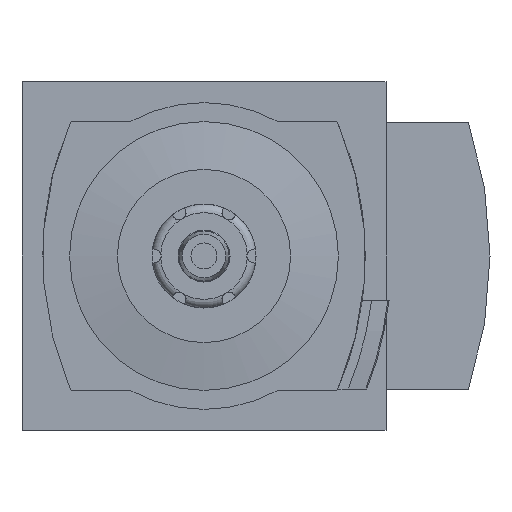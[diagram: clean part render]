
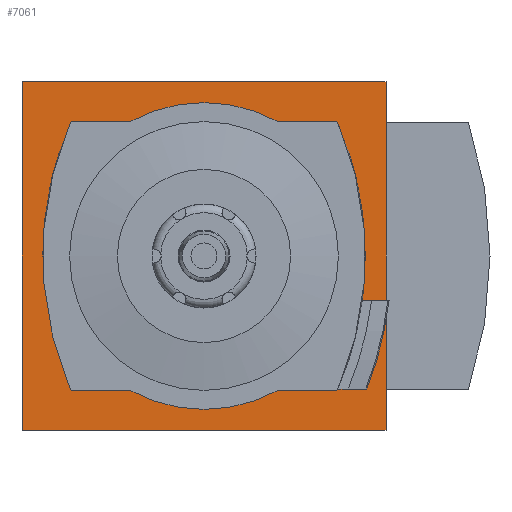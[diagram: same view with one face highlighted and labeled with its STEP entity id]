
A CAD part, front view. The second image highlights one B-rep face of the part: STEP entity #7061.
In plain terms, the highlighted planar face has unit normal (0, -1, 0).
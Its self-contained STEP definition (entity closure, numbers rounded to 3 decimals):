
#130=PLANE('',#7438);
#323=LINE('',#9456,#899);
#429=LINE('',#9678,#1005);
#444=LINE('',#9716,#1020);
#486=LINE('',#9826,#1062);
#603=LINE('',#10168,#1179);
#604=LINE('',#10172,#1180);
#605=LINE('',#10180,#1181);
#606=LINE('',#10184,#1182);
#607=LINE('',#10190,#1183);
#608=LINE('',#10194,#1184);
#899=VECTOR('',#7847,1000.);
#1005=VECTOR('',#8019,1000.);
#1020=VECTOR('',#8048,1000.);
#1062=VECTOR('',#8132,1000.);
#1179=VECTOR('',#8391,1000.);
#1180=VECTOR('',#8394,1000.);
#1181=VECTOR('',#8401,1000.);
#1182=VECTOR('',#8404,1000.);
#1183=VECTOR('',#8409,1000.);
#1184=VECTOR('',#8412,1000.);
#2002=ORIENTED_EDGE('',*,*,#3201,.F.);
#2003=ORIENTED_EDGE('',*,*,#3276,.F.);
#2004=ORIENTED_EDGE('',*,*,#3221,.F.);
#2005=ORIENTED_EDGE('',*,*,#3087,.F.);
#2006=ORIENTED_EDGE('',*,*,#3440,.F.);
#2007=ORIENTED_EDGE('',*,*,#3441,.T.);
#2008=ORIENTED_EDGE('',*,*,#3442,.F.);
#2009=ORIENTED_EDGE('',*,*,#3443,.F.);
#2010=ORIENTED_EDGE('',*,*,#3444,.F.);
#2011=ORIENTED_EDGE('',*,*,#3445,.F.);
#2012=ORIENTED_EDGE('',*,*,#3446,.F.);
#2013=ORIENTED_EDGE('',*,*,#3447,.F.);
#2014=ORIENTED_EDGE('',*,*,#3448,.F.);
#2015=ORIENTED_EDGE('',*,*,#3449,.F.);
#2016=ORIENTED_EDGE('',*,*,#3450,.F.);
#2017=ORIENTED_EDGE('',*,*,#3451,.F.);
#2018=ORIENTED_EDGE('',*,*,#3452,.T.);
#2019=ORIENTED_EDGE('',*,*,#3453,.F.);
#2020=ORIENTED_EDGE('',*,*,#3454,.T.);
#3087=EDGE_CURVE('',#3870,#3871,#323,.T.);
#3201=EDGE_CURVE('',#3953,#3870,#429,.T.);
#3221=EDGE_CURVE('',#3871,#3970,#444,.T.);
#3276=EDGE_CURVE('',#3970,#3953,#486,.T.);
#3440=EDGE_CURVE('',#4153,#4154,#4410,.F.);
#3441=EDGE_CURVE('',#4153,#4155,#603,.T.);
#3442=EDGE_CURVE('',#4156,#4155,#4411,.F.);
#3443=EDGE_CURVE('',#4157,#4156,#604,.T.);
#3444=EDGE_CURVE('',#4158,#4157,#4412,.F.);
#3445=EDGE_CURVE('',#4159,#4158,#4413,.F.);
#3446=EDGE_CURVE('',#4160,#4159,#4414,.F.);
#3447=EDGE_CURVE('',#4161,#4160,#605,.T.);
#3448=EDGE_CURVE('',#4162,#4161,#4415,.F.);
#3449=EDGE_CURVE('',#4163,#4162,#606,.T.);
#3450=EDGE_CURVE('',#4164,#4163,#4416,.F.);
#3451=EDGE_CURVE('',#4165,#4164,#4417,.F.);
#3452=EDGE_CURVE('',#4165,#4166,#607,.T.);
#3453=EDGE_CURVE('',#4167,#4166,#4418,.T.);
#3454=EDGE_CURVE('',#4167,#4154,#608,.T.);
#3870=VERTEX_POINT('',#9455);
#3871=VERTEX_POINT('',#9457);
#3953=VERTEX_POINT('',#9677);
#3970=VERTEX_POINT('',#9717);
#4153=VERTEX_POINT('',#10166);
#4154=VERTEX_POINT('',#10167);
#4155=VERTEX_POINT('',#10169);
#4156=VERTEX_POINT('',#10171);
#4157=VERTEX_POINT('',#10173);
#4158=VERTEX_POINT('',#10175);
#4159=VERTEX_POINT('',#10177);
#4160=VERTEX_POINT('',#10179);
#4161=VERTEX_POINT('',#10181);
#4162=VERTEX_POINT('',#10183);
#4163=VERTEX_POINT('',#10185);
#4164=VERTEX_POINT('',#10187);
#4165=VERTEX_POINT('',#10189);
#4166=VERTEX_POINT('',#10191);
#4167=VERTEX_POINT('',#10193);
#4410=CIRCLE('',#7439,0.3);
#4411=CIRCLE('',#7440,17.7);
#4412=CIRCLE('',#7441,0.3);
#4413=CIRCLE('',#7442,38.9);
#4414=CIRCLE('',#7443,0.3);
#4415=CIRCLE('',#7444,17.7);
#4416=CIRCLE('',#7445,0.3);
#4417=CIRCLE('',#7446,38.9);
#4418=CIRCLE('',#7447,39.95);
#4600=EDGE_LOOP('',(#2002,#2003,#2004,#2005));
#4601=EDGE_LOOP('',(#2006,#2007,#2008,#2009,#2010,#2011,#2012,#2013,#2014,
#2015,#2016,#2017,#2018,#2019,#2020));
#4931=FACE_BOUND('',#4600,.T.);
#4932=FACE_BOUND('',#4601,.T.);
#7061=ADVANCED_FACE('',(#4931,#4932),#130,.F.);
#7438=AXIS2_PLACEMENT_3D('',#10164,#8387,#8388);
#7439=AXIS2_PLACEMENT_3D('',#10165,#8389,#8390);
#7440=AXIS2_PLACEMENT_3D('',#10170,#8392,#8393);
#7441=AXIS2_PLACEMENT_3D('',#10174,#8395,#8396);
#7442=AXIS2_PLACEMENT_3D('',#10176,#8397,#8398);
#7443=AXIS2_PLACEMENT_3D('',#10178,#8399,#8400);
#7444=AXIS2_PLACEMENT_3D('',#10182,#8402,#8403);
#7445=AXIS2_PLACEMENT_3D('',#10186,#8405,#8406);
#7446=AXIS2_PLACEMENT_3D('',#10188,#8407,#8408);
#7447=AXIS2_PLACEMENT_3D('',#10192,#8410,#8411);
#7847=DIRECTION('',(0.,0.,1.));
#8019=DIRECTION('',(-1.,0.,0.));
#8048=DIRECTION('',(1.,0.,0.));
#8132=DIRECTION('',(0.,0.,-1.));
#8387=DIRECTION('',(0.,1.,0.));
#8388=DIRECTION('',(0.,0.,1.));
#8389=DIRECTION('',(0.,1.,0.));
#8390=DIRECTION('',(0.,0.,1.));
#8391=DIRECTION('',(-1.,0.,0.));
#8392=DIRECTION('',(0.,1.,0.));
#8393=DIRECTION('',(0.,0.,1.));
#8394=DIRECTION('',(1.,0.,0.));
#8395=DIRECTION('',(0.,1.,0.));
#8396=DIRECTION('',(0.,0.,1.));
#8397=DIRECTION('',(0.,1.,0.));
#8398=DIRECTION('',(0.,0.,1.));
#8399=DIRECTION('',(0.,1.,0.));
#8400=DIRECTION('',(0.,0.,1.));
#8401=DIRECTION('',(-1.,0.,0.));
#8402=DIRECTION('',(0.,1.,0.));
#8403=DIRECTION('',(0.,0.,1.));
#8404=DIRECTION('',(-1.,0.,0.));
#8405=DIRECTION('',(0.,1.,0.));
#8406=DIRECTION('',(0.,0.,1.));
#8407=DIRECTION('',(0.,1.,0.));
#8408=DIRECTION('',(0.,0.,1.));
#8409=DIRECTION('',(1.,0.,0.));
#8410=DIRECTION('',(0.,-1.,0.));
#8411=DIRECTION('',(0.,0.,-1.));
#8412=DIRECTION('',(-1.,0.,0.));
#9455=CARTESIAN_POINT('',(-21.,-32.,-20.1));
#9456=CARTESIAN_POINT('',(-21.,-32.,-20.1));
#9457=CARTESIAN_POINT('',(-21.,-32.,20.1));
#9677=CARTESIAN_POINT('',(21.,-32.,-20.1));
#9678=CARTESIAN_POINT('',(21.,-32.,-20.1));
#9716=CARTESIAN_POINT('',(-21.,-32.,20.1));
#9717=CARTESIAN_POINT('',(21.,-32.,20.1));
#9826=CARTESIAN_POINT('',(21.,-32.,20.1));
#10164=CARTESIAN_POINT('',(0.,-32.,0.));
#10165=CARTESIAN_POINT('',(15.181,-32.,-15.2));
#10166=CARTESIAN_POINT('',(15.181,-32.,-15.5));
#10167=CARTESIAN_POINT('',(15.442,-32.,-15.349));
#10168=CARTESIAN_POINT('',(14.091,-32.,-15.5));
#10169=CARTESIAN_POINT('',(8.546,-32.,-15.5));
#10170=CARTESIAN_POINT('',(0.,-32.,0.));
#10171=CARTESIAN_POINT('',(-8.546,-32.,-15.5));
#10172=CARTESIAN_POINT('',(0.,-32.,-15.5));
#10173=CARTESIAN_POINT('',(-15.181,-32.,-15.5));
#10174=CARTESIAN_POINT('',(-15.181,-32.,-15.2));
#10175=CARTESIAN_POINT('',(-15.457,-32.,-15.318));
#10176=CARTESIAN_POINT('',(20.3,-32.,0.));
#10177=CARTESIAN_POINT('',(-15.457,-32.,15.318));
#10178=CARTESIAN_POINT('',(-15.181,-32.,15.2));
#10179=CARTESIAN_POINT('',(-15.181,-32.,15.5));
#10180=CARTESIAN_POINT('',(0.,-32.,15.5));
#10181=CARTESIAN_POINT('',(-8.546,-32.,15.5));
#10182=CARTESIAN_POINT('',(0.,-32.,0.));
#10183=CARTESIAN_POINT('',(8.546,-32.,15.5));
#10184=CARTESIAN_POINT('',(0.,-32.,15.5));
#10185=CARTESIAN_POINT('',(15.181,-32.,15.5));
#10186=CARTESIAN_POINT('',(15.181,-32.,15.2));
#10187=CARTESIAN_POINT('',(15.457,-32.,15.318));
#10188=CARTESIAN_POINT('',(-20.3,-32.,0.));
#10189=CARTESIAN_POINT('',(18.259,-32.,-5.142));
#10190=CARTESIAN_POINT('',(17.25,-32.,-5.142));
#10191=CARTESIAN_POINT('',(19.337,-32.,-5.142));
#10192=CARTESIAN_POINT('',(-20.3,-32.,-0.15));
#10193=CARTESIAN_POINT('',(16.646,-32.,-15.349));
#10194=CARTESIAN_POINT('',(30.,-32.,-15.349));
